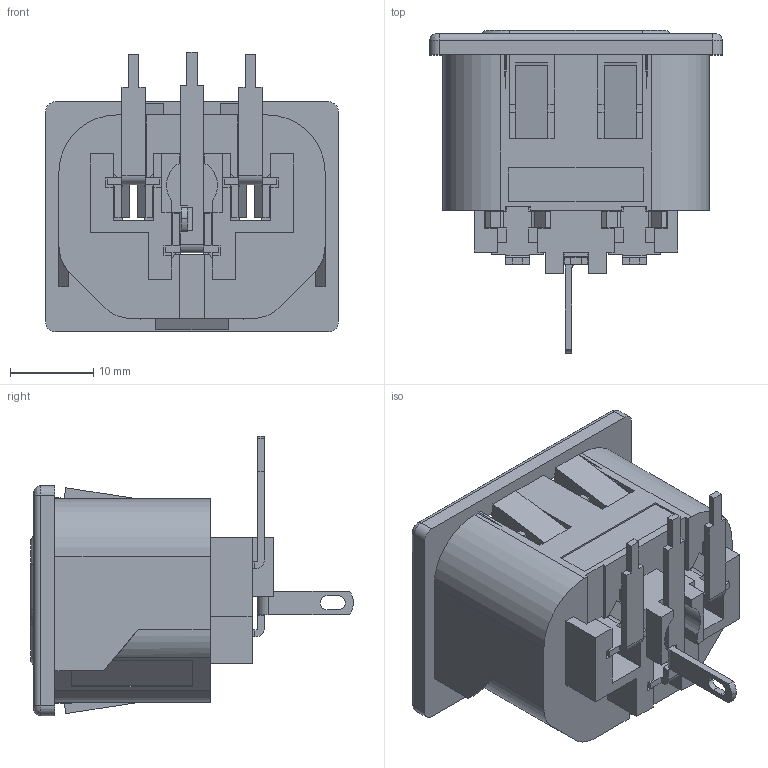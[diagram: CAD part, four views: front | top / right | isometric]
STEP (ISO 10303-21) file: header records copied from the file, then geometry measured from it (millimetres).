
FILE_DESCRIPTION (( 'STEP AP214' ), '1' );
FILE_NAME ('ACM-2F-N10B-LC_3D.step', '2023-11-15T17:20:06', ( '' ), ( '' ), 'SwSTEP 2.0', 'SolidWorks 2022', '' );
FILE_SCHEMA (( 'AUTOMOTIVE_DESIGN' ));
Length unit declared in the file: millimetre
Products named in the file (1): ACM-2F-N10B-LC_3D
Bounding box: 35.08 x 38.71 x 33.48 mm (x, y, z)
Volume: 10581.7 mm3; surface area: 10845.7 mm2
Topology: 4 solids, 4 shells, 483 faces, 1379 edges, 900 vertices
Faces by surface type: plane 385, cylinder 82, torus 12, bspline 4
Entity records: 15692 total; most frequent: CARTESIAN_POINT 2851, ORIENTED_EDGE 2758, DIRECTION 2519, EDGE_CURVE 1379, VECTOR 1195, LINE 1195, VERTEX_POINT 900, AXIS2_PLACEMENT_3D 662
